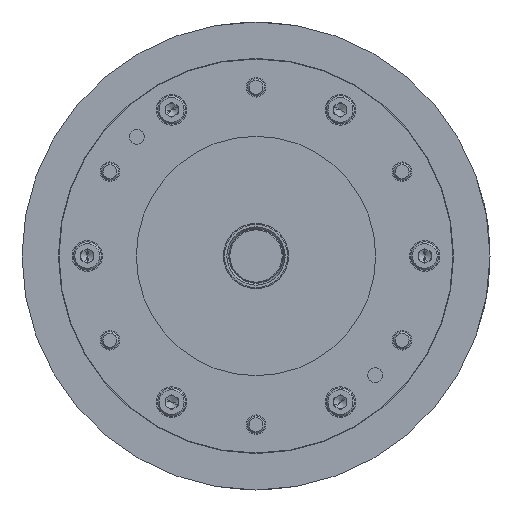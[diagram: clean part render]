
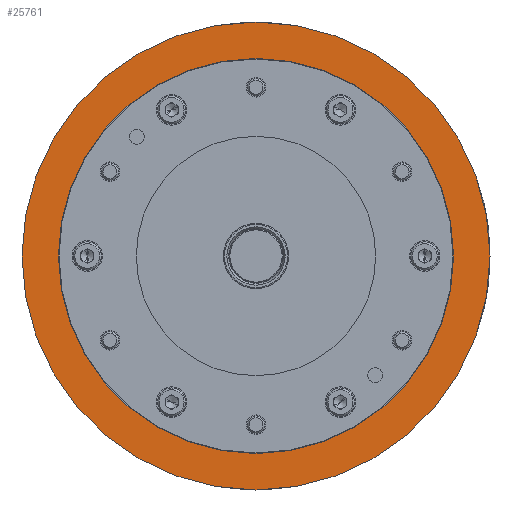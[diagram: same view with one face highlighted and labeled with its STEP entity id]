
A CAD part, left-side view. The second image highlights one B-rep face of the part: STEP entity #25761.
In plain terms, the highlighted planar face has unit normal (-1, 0, 0).
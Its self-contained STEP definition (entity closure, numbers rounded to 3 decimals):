
#189 = CIRCLE ( 'NONE', #34387, 90.75 ) ;
#202 = CARTESIAN_POINT ( 'NONE',  ( 0., 0., 107.5 ) ) ;
#952 = EDGE_LOOP ( 'NONE', ( #31474, #29416 ) ) ;
#3367 = CARTESIAN_POINT ( 'NONE',  ( 0., 0., 0. ) ) ;
#3606 = ORIENTED_EDGE ( 'NONE', *, *, #9213, .F. ) ;
#6454 = DIRECTION ( 'NONE',  ( -1., 0., 0. ) ) ;
#6503 = DIRECTION ( 'NONE',  ( 0., 0., 1. ) ) ;
#7518 = CARTESIAN_POINT ( 'NONE',  ( 0., 0., 0. ) ) ;
#7660 = DIRECTION ( 'NONE',  ( 0., 0., -1. ) ) ;
#9213 = EDGE_CURVE ( 'NONE', #10189, #15347, #36297, .T. ) ;
#10189 = VERTEX_POINT ( 'NONE', #31319 ) ;
#10642 = DIRECTION ( 'NONE',  ( 0., 0., 1. ) ) ;
#13834 = PLANE ( 'NONE',  #30244 ) ;
#14980 = AXIS2_PLACEMENT_3D ( 'NONE', #7518, #29396, #10642 ) ;
#15347 = VERTEX_POINT ( 'NONE', #21881 ) ;
#16347 = DIRECTION ( 'NONE',  ( -1., 0., 0. ) ) ;
#17561 = EDGE_CURVE ( 'NONE', #22265, #20517, #34068, .T. ) ;
#19428 = EDGE_LOOP ( 'NONE', ( #23596, #3606 ) ) ;
#20517 = VERTEX_POINT ( 'NONE', #25199 ) ;
#21881 = CARTESIAN_POINT ( 'NONE',  ( 0., 0., 90.75 ) ) ;
#22265 = VERTEX_POINT ( 'NONE', #202 ) ;
#23257 = CARTESIAN_POINT ( 'NONE',  ( 0., 107.5, 0. ) ) ;
#23303 = FACE_OUTER_BOUND ( 'NONE', #952, .T. ) ;
#23596 = ORIENTED_EDGE ( 'NONE', *, *, #23804, .F. ) ;
#23804 = EDGE_CURVE ( 'NONE', #15347, #10189, #189, .T. ) ;
#25178 = CARTESIAN_POINT ( 'NONE',  ( 0., 0., 0. ) ) ;
#25199 = CARTESIAN_POINT ( 'NONE',  ( 0., 0., -107.5 ) ) ;
#25228 = DIRECTION ( 'NONE',  ( -1., 0., 0. ) ) ;
#25486 = AXIS2_PLACEMENT_3D ( 'NONE', #35087, #16347, #38205 ) ;
#25761 = ADVANCED_FACE ( 'NONE', ( #31593, #23303 ), #13834, .F. ) ;
#26407 = DIRECTION ( 'NONE',  ( 1., 0., 0. ) ) ;
#28340 = DIRECTION ( 'NONE',  ( 0., 0., 1. ) ) ;
#29396 = DIRECTION ( 'NONE',  ( -1., 0., 0. ) ) ;
#29416 = ORIENTED_EDGE ( 'NONE', *, *, #31933, .T. ) ;
#30244 = AXIS2_PLACEMENT_3D ( 'NONE', #23257, #26407, #7660 ) ;
#31319 = CARTESIAN_POINT ( 'NONE',  ( 0., 0., -90.75 ) ) ;
#31474 = ORIENTED_EDGE ( 'NONE', *, *, #17561, .T. ) ;
#31593 = FACE_BOUND ( 'NONE', #19428, .T. ) ;
#31933 = EDGE_CURVE ( 'NONE', #20517, #22265, #37965, .T. ) ;
#34068 = CIRCLE ( 'NONE', #36738, 107.5 ) ;
#34387 = AXIS2_PLACEMENT_3D ( 'NONE', #25178, #6454, #28340 ) ;
#35087 = CARTESIAN_POINT ( 'NONE',  ( 0., 0., 0. ) ) ;
#36297 = CIRCLE ( 'NONE', #25486, 90.75 ) ;
#36738 = AXIS2_PLACEMENT_3D ( 'NONE', #3367, #25228, #6503 ) ;
#37965 = CIRCLE ( 'NONE', #14980, 107.5 ) ;
#38205 = DIRECTION ( 'NONE',  ( 0., 0., 1. ) ) ;
